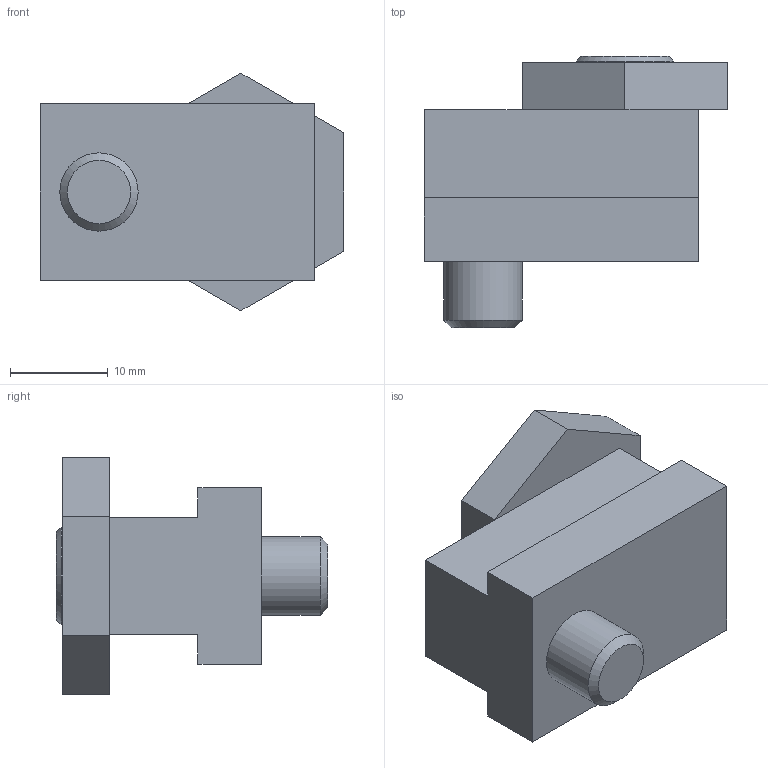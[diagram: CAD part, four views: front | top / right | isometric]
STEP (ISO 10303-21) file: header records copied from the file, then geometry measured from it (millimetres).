
FILE_DESCRIPTION( ( 'STEP AP214' ), '1' );
FILE_NAME( 'K0027.12.stp', '2020-11-24T15:06:26', ( '' ), ( '' ), ' ', 'PARTsolutions', ' ' );
FILE_SCHEMA( ( 'AUTOMOTIVE_DESIGN { 1 0 10303 214 1 1 1 1 }' ) );
Length unit declared in the file: millimetre
Products named in the file (1): _K0027.12
Bounding box: 31 x 27.72 x 24.25 mm (x, y, z)
Volume: 8188.1 mm3; surface area: 3388.2 mm2
Topology: 1 solids, 1 shells, 42 faces, 102 edges, 66 vertices
Faces by surface type: plane 35, cone 4, cylinder 3
Full cylindrical faces by diameter (mm): 6.647 x1, 8 x1, 10 x1
Entity records: 1507 total; most frequent: CARTESIAN_POINT 200, DIRECTION 189, ORIENTED_EDGE 186, EDGE_CURVE 93, LINE 83, VECTOR 83, VERTEX_POINT 64, AXIS2_PLACEMENT_3D 53
